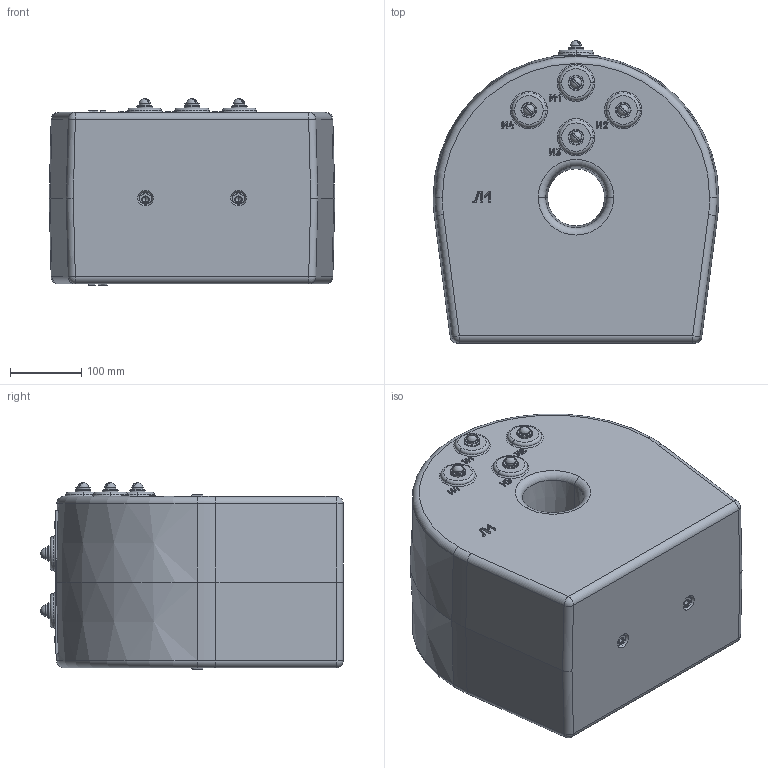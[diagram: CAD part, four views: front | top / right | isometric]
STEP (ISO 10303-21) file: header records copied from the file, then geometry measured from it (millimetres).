
FILE_DESCRIPTION (( 'STEP AP203' ), '1' );
FILE_NAME ('1藤.670121.007.STEP', '2022-07-28T08:44:15', ( '' ), ( '' ), 'SwSTEP 2.0', 'SolidWorks 2010', '' );
FILE_SCHEMA (( 'CONFIG_CONTROL_DESIGN' ));
Products named in the file (30): 8藤.710.071; 8藤.636.214; 8藤.710.071_-01; 8藤.760.396_-01; 8藤.760.397; 8藤.760.396; Ñòåêëîëàêîòêàíü äëÿ 5ÃÃ.365.024; Âèòîê îáìîòêè È1-È2; 8桋.140.524_8桋.140.524-01; Ñêîò÷ äëÿ 5ÃÃ.365.024; Âèòîê îáìîòêè È3-È4; Ñòÿæêà äëÿ 5ÃÃ.365.025; 8藤.760.408; 8藤.710.071_-03; 8藤.710.071_-02; ﾇ瑟鶴 蓁 5ﾃﾃ.365.025; 8桋.551.048_-02; 8桋.551.048_-03; Îòâîäû äëÿ 5ÃÃ.365.025; Ñêîò÷ äëÿ 5ÃÃ.365.0255ÃÃ.365.025; 8藤.946.048_-02; Øíóð-÷óëîê äëÿ 5ÃÃ.365.025; Êîìïàóíä ÈËÒ10; 鎔艜 A.M10x25 襞旂 17473-80_鎔艜 A.M10x25 襞旂 17473-80; ﾘ琺矜 A.10.0112 ﾃﾎﾑﾒ 11371-78_ﾘ琺矜 A.10.0112 ﾃﾎﾑﾒ 11371-78; ﾘ琺矜 10 0112 ﾃﾎﾑﾒ 6402-70_ﾘ琺矜 10 0112 ﾃﾎﾑﾒ 6402-70; 1藤.670121.007; 5ÃÃ.365.025_Äëÿ 6ÃÃ.176.037; 6藤.176.037; 5ÃÃ.365.024_Äëÿ 5ÃÃ.365.025
Assembly tree (94 placements, depth 5):
  1藤.670121.007
    ﾘ琺矜 A.10.0112 ﾃﾎﾑﾒ 11371-78_ﾘ琺矜 A.10.0112 ﾃﾎﾑﾒ 11371-78  x6
    鎔艜 A.M10x25 襞旂 17473-80_鎔艜 A.M10x25 襞旂 17473-80  x6
    ﾘ琺矜 10 0112 ﾃﾎﾑﾒ 6402-70_ﾘ琺矜 10 0112 ﾃﾎﾑﾒ 6402-70  x6
    6藤.176.037
      Êîìïàóíä ÈËÒ10
      5ÃÃ.365.025_Äëÿ 6ÃÃ.176.037
        Øíóð-÷óëîê äëÿ 5ÃÃ.365.025
        Ñêîò÷ äëÿ 5ÃÃ.365.0255ÃÃ.365.025
        8藤.710.071_-03
        Ñòÿæêà äëÿ 5ÃÃ.365.025  x2
        8藤.760.408
        ﾇ瑟鶴 蓁 5ﾃﾃ.365.025  x2
        8桋.551.048_-02  x4
        8藤.710.071_-02
        8桋.140.524_8桋.140.524-01
        8桋.551.048_-03  x2
        Îòâîäû äëÿ 5ÃÃ.365.025
        5ÃÃ.365.024_Äëÿ 5ÃÃ.365.025
          Âèòîê îáìîòêè È1-È2  x42
          Ñòåêëîëàêîòêàíü äëÿ 5ÃÃ.365.024
          8藤.710.071_-01  x2
          8藤.760.396_-01
          8藤.636.214
          8藤.760.396
          Âèòîê îáìîòêè È3-È4
          8藤.710.071  x2
          Ñêîò÷ äëÿ 5ÃÃ.365.024
          8藤.760.397
      8藤.946.048_-02  x2
Bounding box: 400 x 423.19 x 261.19 mm (x, y, z)
Volume: 33021322.4 mm3; surface area: 6135539.1 mm2
Topology: 104 solids, 116 shells, 2858 faces, 7455 edges, 4877 vertices
Faces by surface type: plane 1526, cylinder 939, cone 204, torus 136, sphere 31, bspline 22
Entity records: 66624 total; most frequent: CARTESIAN_POINT 14384, DIRECTION 10259, ORIENTED_EDGE 9816, EDGE_CURVE 4908, AXIS2_PLACEMENT_3D 3824, VERTEX_POINT 3197, LINE 2611, VECTOR 2611
